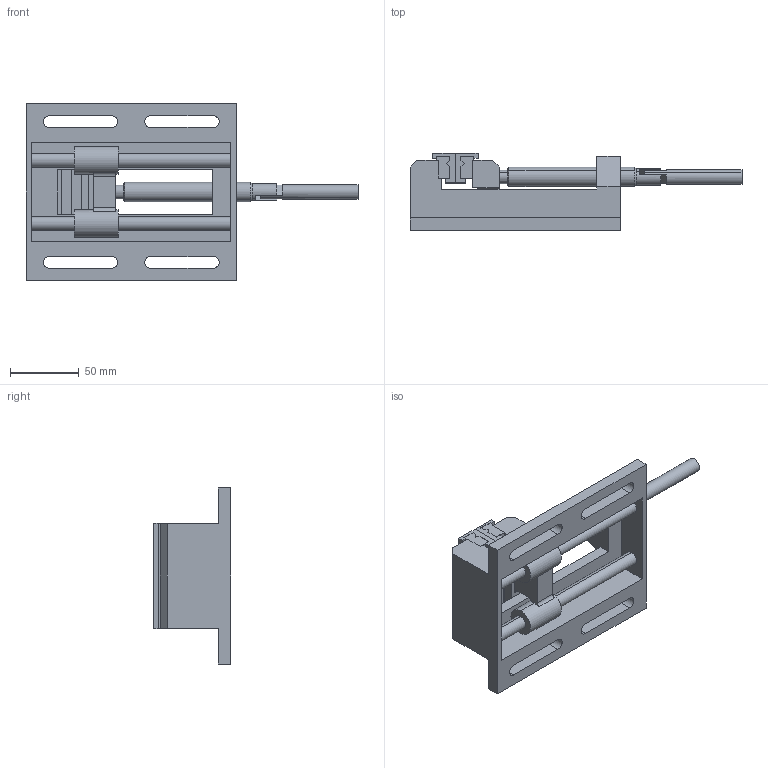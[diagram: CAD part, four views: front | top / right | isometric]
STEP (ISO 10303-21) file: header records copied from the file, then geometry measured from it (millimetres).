
FILE_DESCRIPTION (( 'STEP AP214' ), '1' );
FILE_NAME ('B737 3-äþéìîâûå òèñêè äëÿ ôðåçåðíîãî ñòàíêà.STEP', '2025-07-15T09:30:28', ( '' ), ( '' ), 'SwSTEP 2.0', 'SolidWorks 2025', '' );
FILE_SCHEMA (( 'AUTOMOTIVE_DESIGN' ));
Length unit declared in the file: millimetre
Products named in the file (7): B737 Ручка_00; B737 Ползун_00; Корпус_00; B737 Вал_00; B737 3-дюймовые тиски для фрезерного станка; Пластина_00; Резина_00
Assembly tree (8 placements, depth 2):
  B737 3-дюймовые тиски для фрезерного станка
    Корпус_00
    B737 Ползун_00
    Пластина_00  x2
    Резина_00  x2
    B737 Вал_00
    B737 Ручка_00
Bounding box: 241.4 x 56 x 128 mm (x, y, z)
Volume: 332345.1 mm3; surface area: 120951.7 mm2
Topology: 8 solids, 8 shells, 177 faces, 458 edges, 302 vertices
Faces by surface type: plane 121, cylinder 48, cone 8
Entity records: 5139 total; most frequent: DIRECTION 834, CARTESIAN_POINT 812, ORIENTED_EDGE 784, EDGE_CURVE 392, AXIS2_PLACEMENT_3D 280, VECTOR 274, LINE 274, VERTEX_POINT 258
